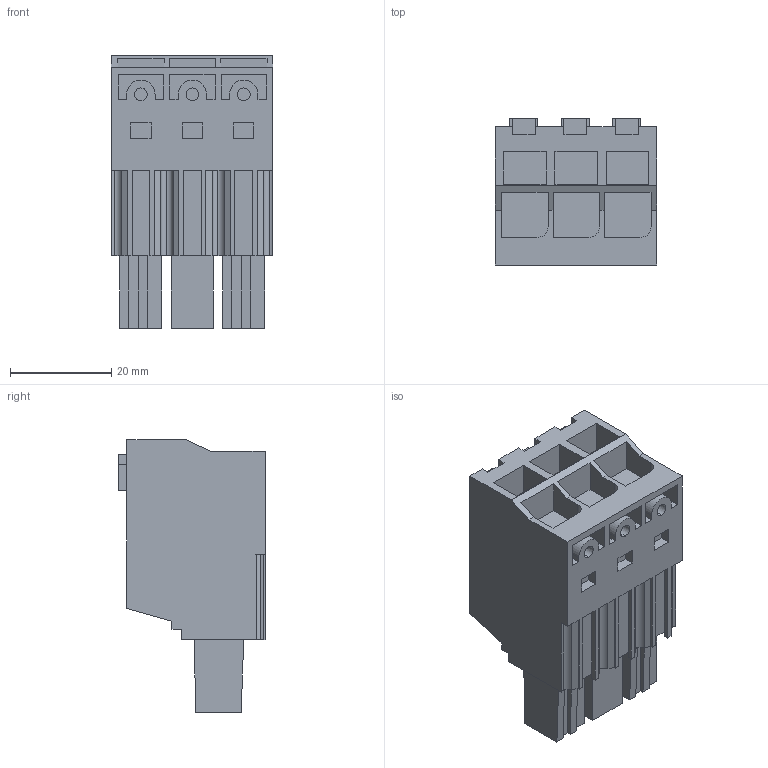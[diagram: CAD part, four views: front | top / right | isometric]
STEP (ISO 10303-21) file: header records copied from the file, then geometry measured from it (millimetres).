
FILE_DESCRIPTION(('CATIA V5 STEP Exchange','CAx-IF Rec.Pracs.--- Model Styling and Organization---1.2---2011-12-15'),'2;1');
FILE_NAME ('D1462885_0_2493400000_2493400000.stp','2017-07-19T06:29:23+00:00',('none'),('Weidmueller'),'CATIA Version 5-6 Release 2014','CATIA V5 STEP AP214','none');
FILE_SCHEMA(('AUTOMOTIVE_DESIGN { 1 0 10303 214 1 1 1 1 }'));
Length unit declared in the file: millimetre
Products named in the file (1): 2493400000
Bounding box: 31.96 x 28.9 x 53.9 mm (x, y, z)
Volume: 30823.9 mm3; surface area: 11066.1 mm2
Topology: 4 solids, 4 shells, 345 faces, 949 edges, 637 vertices
Faces by surface type: plane 325, cylinder 20
Entity records: 10388 total; most frequent: ORIENTED_EDGE 1898, CARTESIAN_POINT 1855, DIRECTION 1485, EDGE_CURVE 949, VECTOR 905, LINE 905, VERTEX_POINT 637, EDGE_LOOP 370
